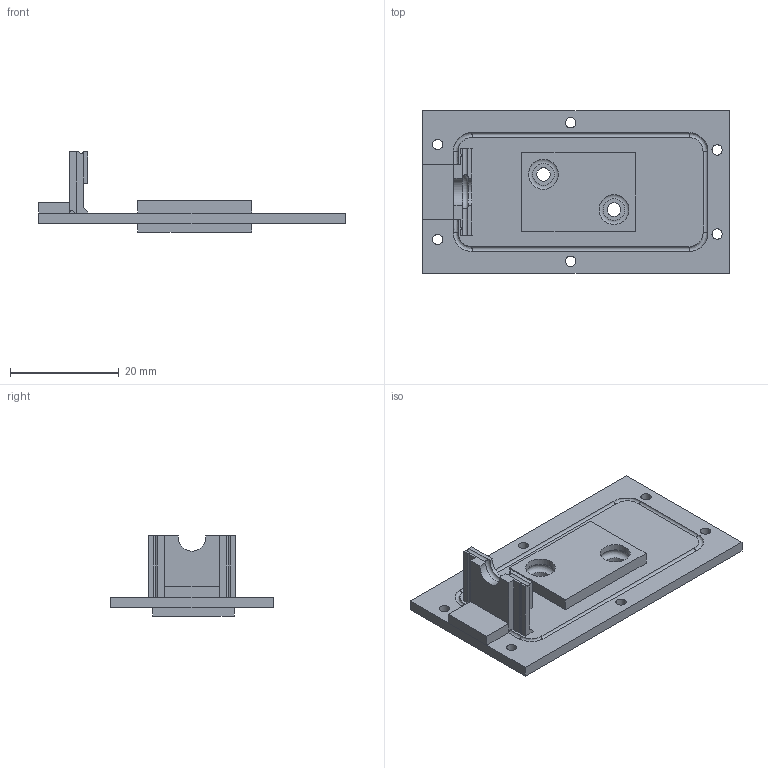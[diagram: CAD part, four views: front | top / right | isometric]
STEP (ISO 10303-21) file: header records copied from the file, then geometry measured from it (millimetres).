
FILE_DESCRIPTION(('FreeCAD Model'),'2;1');
FILE_NAME('Open CASCADE Shape Model','2024-02-10T17:23:08',(''),(''), 'Open CASCADE STEP processor 7.6','FreeCAD','Unknown');
FILE_SCHEMA(('AUTOMOTIVE_DESIGN { 1 0 10303 214 1 1 1 1 }'));
Length unit declared in the file: millimetre
Products named in the file (1): Boden final
Bounding box: 56.5 x 30 x 14.75 mm (x, y, z)
Volume: 4808.1 mm3; surface area: 4704.2 mm2
Topology: 1 solids, 1 shells, 76 faces, 200 edges, 130 vertices
Faces by surface type: plane 44, cylinder 20, extrusion 5, revolution 4, torus 3
Full cylindrical faces by diameter (mm): 1.9 x6, 2.5 x2, 4 x2, 5.5 x2
Entity records: 2749 total; most frequent: CARTESIAN_POINT 773, DIRECTION 400, ORIENTED_EDGE 400, EDGE_CURVE 200, AXIS2_PLACEMENT_3D 133, VERTEX_POINT 130, VECTOR 130, LINE 125
